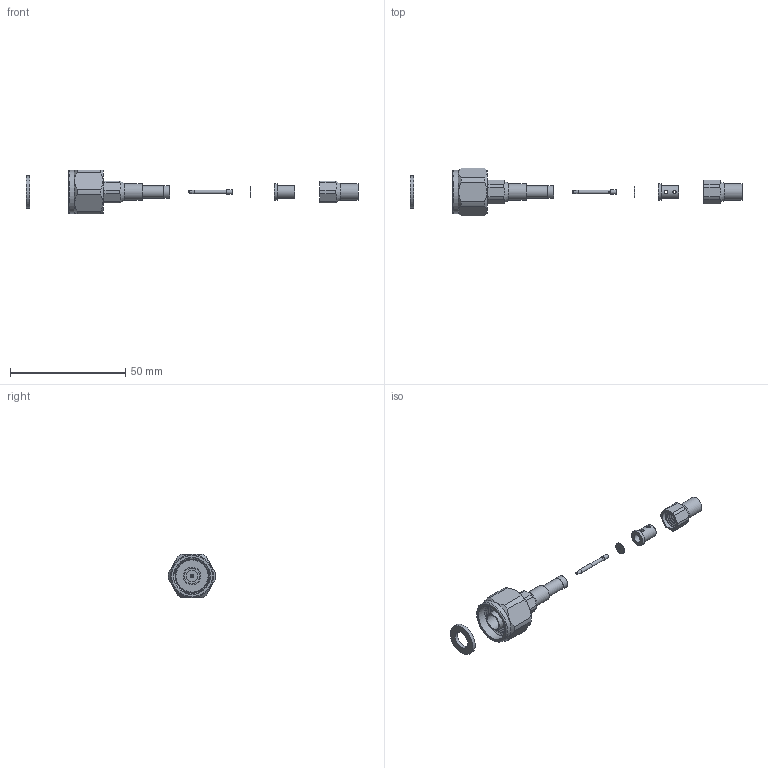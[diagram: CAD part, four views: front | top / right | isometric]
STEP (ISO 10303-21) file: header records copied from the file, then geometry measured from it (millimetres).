
FILE_DESCRIPTION (( 'STEP AP203' ), '1' );
FILE_NAME ('PE44825_3D.step', '2021-06-10T15:24:46', ( '' ), ( '' ), 'SwSTEP 2.0', 'SolidWorks 2020', '' );
FILE_SCHEMA (( 'CONFIG_CONTROL_DESIGN' ));
Length unit declared in the file: inch
Products named in the file (8): Clamp Nut; Contact; PE44825_3D; Body, Coupling; Solder Ferrule; O-Ring; Washer; Insulator
Assembly tree (7 placements, depth 2):
  PE44825_3D
    Body, Coupling
    Washer
    Insulator
    Contact
    O-Ring
    Solder Ferrule
    Clamp Nut
Bounding box: 144.17 x 20.83 x 19.05 mm (x, y, z)
Volume: 4210.6 mm3; surface area: 6460.9 mm2
Topology: 10 solids, 10 shells, 150 faces, 351 edges, 232 vertices
Faces by surface type: cylinder 65, plane 56, cone 14, bspline 12, torus 3
Full cylindrical faces by diameter (mm): 0.673 x2, 1.219 x1, 1.321 x1, 1.422 x4, 1.6 x1, 1.638 x1, 1.803 x1, 1.905 x1, 3.683 x1, 4.572 x1, 5.08 x2, 5.271 x1, 5.461 x1, 5.499 x1, 5.588 x3, 6.909 x1, 6.934 x1, 6.985 x3, 7.62 x2, 7.95 x1, 7.976 x1, 8.128 x2, 13.97 x2, 15.875 x7, 18.771 x1
Entity records: 9816 total; most frequent: CARTESIAN_POINT 6110, DIRECTION 566, ORIENTED_EDGE 524, EDGE_CURVE 262, AXIS2_PLACEMENT_3D 256, EDGE_LOOP 231, VERTEX_POINT 199, FACE_OUTER_BOUND 181
